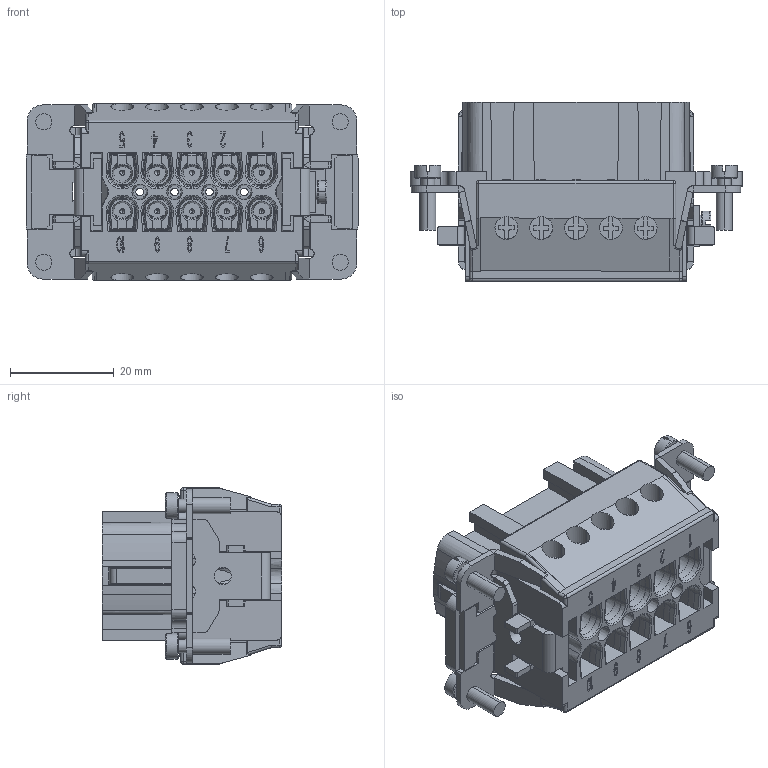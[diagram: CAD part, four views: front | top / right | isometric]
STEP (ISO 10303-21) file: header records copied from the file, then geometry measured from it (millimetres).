
FILE_DESCRIPTION((''),'2;1');
FILE_NAME('HE-010-F','2017-07-26T',('tl.yang'),(''),'PRO/ENGINEER BY PARAMETRIC TECHNOLOGY CORPORATION, 2011500','PRO/ENGINEER BY PARAMETRIC TECHNOLOGY CORPORATION, 2011500','');
FILE_SCHEMA(('CONFIG_CONTROL_DESIGN'));
Products named in the file (1): HE-010-F
Bounding box: 63.9 x 34.5 x 34 mm (x, y, z)
Volume: 28820.4 mm3; surface area: 24976.9 mm2
Topology: 2 solids, 2 shells, 2786 faces, 7774 edges, 4980 vertices
Faces by surface type: plane 1816, cylinder 650, cone 152, bspline 76, extrusion 60, torus 24, sphere 8
Entity records: 95014 total; most frequent: CARTESIAN_POINT 24615, ORIENTED_EDGE 15476, DIRECTION 13425, EDGE_CURVE 7738, VECTOR 5635, LINE 5575, VERTEX_POINT 4980, AXIS2_PLACEMENT_3D 3895
